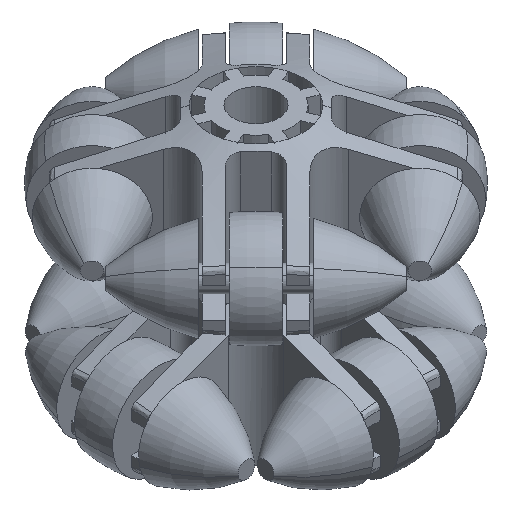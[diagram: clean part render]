
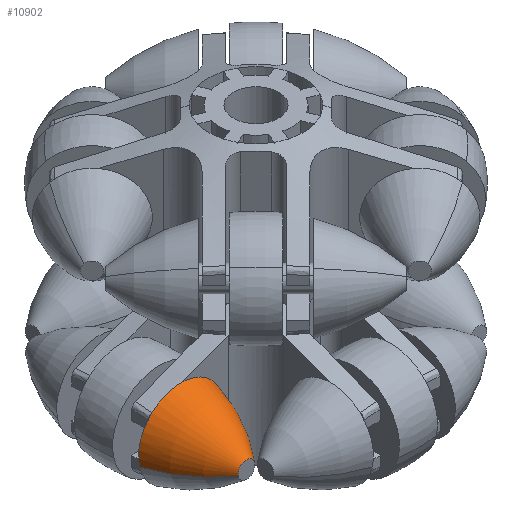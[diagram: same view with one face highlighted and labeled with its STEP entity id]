
A CAD part, isometric view. The second image highlights one B-rep face of the part: STEP entity #10902.
In plain terms, the highlighted toroidal (fillet/blend) face has major radius 21.25 mm and minor radius 30 mm.
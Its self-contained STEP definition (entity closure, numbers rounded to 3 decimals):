
#261 = CARTESIAN_POINT ( 'NONE',  ( 0., 0., -19.5 ) ) ;
#647 = CARTESIAN_POINT ( 'NONE',  ( 0., 0., -7.5 ) ) ;
#1036 = CARTESIAN_POINT ( 'NONE',  ( -21.25, 0., 0. ) ) ;
#1422 = CIRCLE ( 'NONE', #6453, 30. ) ;
#1440 = CARTESIAN_POINT ( 'NONE',  ( 7.797, 0., -7.5 ) ) ;
#1509 = EDGE_CURVE ( 'NONE', #14535, #2953, #8627, .T. ) ;
#1857 = EDGE_CURVE ( 'NONE', #14535, #12351, #3521, .T. ) ;
#2651 = AXIS2_PLACEMENT_3D ( 'NONE', #1036, #10425, #6602 ) ;
#2655 = FACE_OUTER_BOUND ( 'NONE', #6481, .T. ) ;
#2919 = AXIS2_PLACEMENT_3D ( 'NONE', #261, #8685, #11083 ) ;
#2953 = VERTEX_POINT ( 'NONE', #12475 ) ;
#3113 = DIRECTION ( 'NONE',  ( 0., 1., 0. ) ) ;
#3521 = CIRCLE ( 'NONE', #2651, 30. ) ;
#3604 = EDGE_CURVE ( 'NONE', #2953, #14886, #1422, .T. ) ;
#3740 = DIRECTION ( 'NONE',  ( 0., 1., 0. ) ) ;
#4878 = DIRECTION ( 'NONE',  ( 0., 0., 1. ) ) ;
#4929 = DIRECTION ( 'NONE',  ( -1., 0., 0. ) ) ;
#5148 = CIRCLE ( 'NONE', #11529, 7.797 ) ;
#6070 = DIRECTION ( 'NONE',  ( 1., 0., 0. ) ) ;
#6453 = AXIS2_PLACEMENT_3D ( 'NONE', #8520, #3740, #4929 ) ;
#6481 = EDGE_LOOP ( 'NONE', ( #11054, #14711, #6648, #7861 ) ) ;
#6602 = DIRECTION ( 'NONE',  ( 0., 0., -1. ) ) ;
#6648 = ORIENTED_EDGE ( 'NONE', *, *, #8186, .T. ) ;
#7861 = ORIENTED_EDGE ( 'NONE', *, *, #1857, .F. ) ;
#8186 = EDGE_CURVE ( 'NONE', #14886, #12351, #5148, .T. ) ;
#8520 = CARTESIAN_POINT ( 'NONE',  ( 21.25, 0., 0. ) ) ;
#8627 = CIRCLE ( 'NONE', #2919, 1.548 ) ;
#8673 = TOROIDAL_SURFACE ( 'NONE', #12106, -21.25, 30. ) ;
#8685 = DIRECTION ( 'NONE',  ( 0., 0., 1. ) ) ;
#9809 = CARTESIAN_POINT ( 'NONE',  ( -7.797, 0., -7.5 ) ) ;
#10425 = DIRECTION ( 'NONE',  ( 0., -1., 0. ) ) ;
#10867 = CARTESIAN_POINT ( 'NONE',  ( 0., 0., 0. ) ) ;
#10902 = ADVANCED_FACE ( 'NONE', ( #2655 ), #8673, .T. ) ;
#11054 = ORIENTED_EDGE ( 'NONE', *, *, #1509, .T. ) ;
#11083 = DIRECTION ( 'NONE',  ( 1., 0., 0. ) ) ;
#11529 = AXIS2_PLACEMENT_3D ( 'NONE', #647, #14971, #3113 ) ;
#12106 = AXIS2_PLACEMENT_3D ( 'NONE', #10867, #4878, #6070 ) ;
#12351 = VERTEX_POINT ( 'NONE', #1440 ) ;
#12475 = CARTESIAN_POINT ( 'NONE',  ( -1.548, 0., -19.5 ) ) ;
#13653 = CARTESIAN_POINT ( 'NONE',  ( 1.548, 0., -19.5 ) ) ;
#14535 = VERTEX_POINT ( 'NONE', #13653 ) ;
#14711 = ORIENTED_EDGE ( 'NONE', *, *, #3604, .T. ) ;
#14886 = VERTEX_POINT ( 'NONE', #9809 ) ;
#14971 = DIRECTION ( 'NONE',  ( 0., 0., -1. ) ) ;
